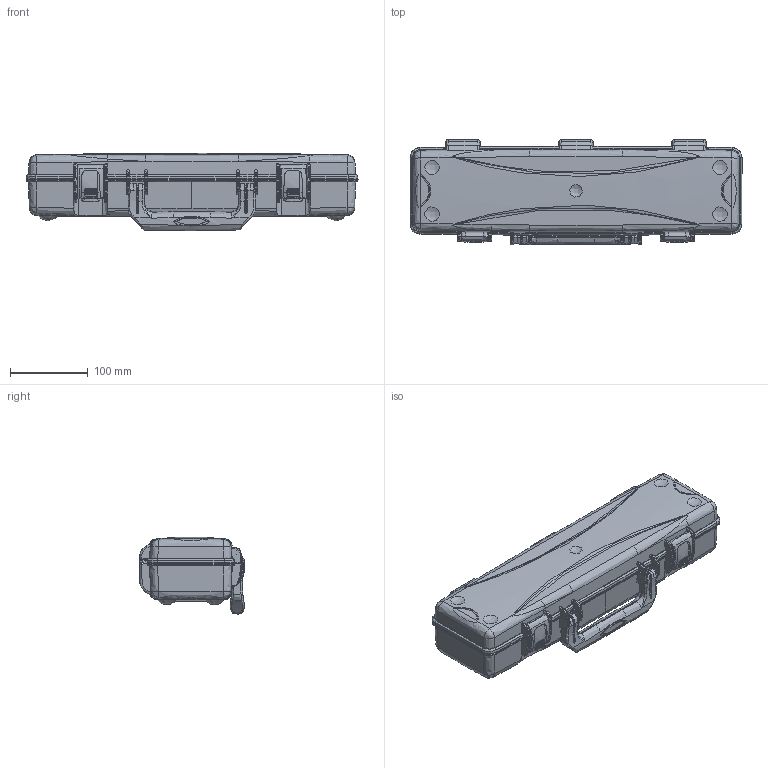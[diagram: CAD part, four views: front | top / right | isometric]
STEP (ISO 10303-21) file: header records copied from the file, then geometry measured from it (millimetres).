
FILE_DESCRIPTION (( 'STEP AP203' ), '1' );
FILE_NAME ('X1001-8-07.STEP', '2023-08-08T02:26:56', ( '' ), ( '' ), 'SwSTEP 2.0', 'SolidWorks 2016', '' );
FILE_SCHEMA (( 'CONFIG_CONTROL_DESIGN' ));
Products named in the file (7): X1001-1; X1001-4; X1001-8-07; X1002-3; X1001-SK; X1001-2; X1001-3
Assembly tree (7 placements, depth 3):
  X1001-8-07
    X1001-1
    X1001-2
    X1001-SK  x2
      X1001-3
      X1001-4
    X1002-3
Bounding box: 425.91 x 134.98 x 99.45 mm (x, y, z)
Volume: 611336.4 mm3; surface area: 393174.9 mm2
Topology: 5 solids, 9 shells, 2132 faces, 6816 edges, 4601 vertices
Faces by surface type: bspline 1085, cylinder 515, plane 423, cone 97, torus 12
Entity records: 128787 total; most frequent: CARTESIAN_POINT 88958, ORIENTED_EDGE 10675, EDGE_CURVE 5389, DIRECTION 4901, VERTEX_POINT 3581, B_SPLINE_CURVE_WITH_KNOTS 2809, EDGE_LOOP 1889, AXIS2_PLACEMENT_3D 1848
